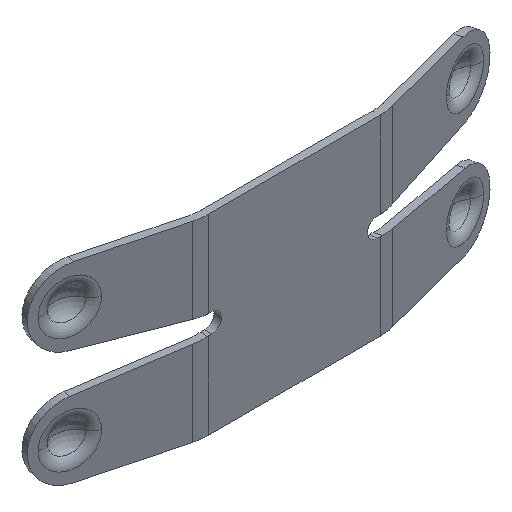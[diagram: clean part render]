
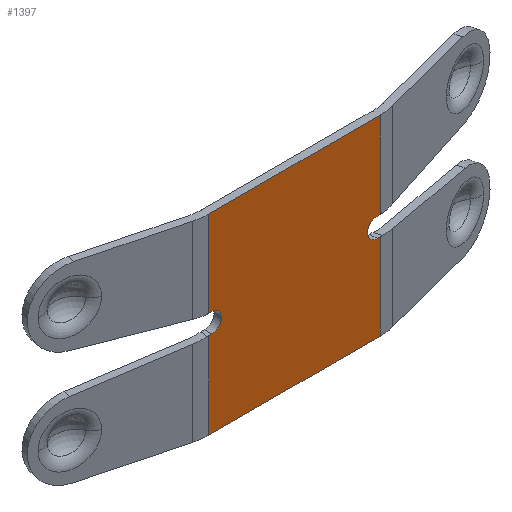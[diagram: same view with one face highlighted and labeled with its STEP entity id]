
A CAD part, isometric view. The second image highlights one B-rep face of the part: STEP entity #1397.
In plain terms, the highlighted planar face has unit normal (0, -1, 0).
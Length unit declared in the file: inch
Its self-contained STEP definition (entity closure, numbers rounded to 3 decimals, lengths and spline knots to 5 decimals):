
#5 = ORIENTED_EDGE ( 'NONE', *, *, #1328, .F. ) ;
#27 = DIRECTION ( 'NONE',  ( 0., 1., 0. ) ) ;
#82 = DIRECTION ( 'NONE',  ( 0., -1., 0. ) ) ;
#87 = EDGE_CURVE ( 'NONE', #284, #1197, #128, .T. ) ;
#95 = EDGE_CURVE ( 'NONE', #450, #928, #906, .T. ) ;
#108 = CARTESIAN_POINT ( 'NONE',  ( -0.07, 0., 0.078 ) ) ;
#128 = CIRCLE ( 'NONE', #1444, 0.00784 ) ;
#150 = LINE ( 'NONE', #160, #1645 ) ;
#160 = CARTESIAN_POINT ( 'NONE',  ( 0., 0., -0.00784 ) ) ;
#173 = EDGE_CURVE ( 'NONE', #928, #1921, #983, .T. ) ;
#175 = VERTEX_POINT ( 'NONE', #1464 ) ;
#191 = LINE ( 'NONE', #833, #1925 ) ;
#203 = ORIENTED_EDGE ( 'NONE', *, *, #536, .T. ) ;
#233 = VERTEX_POINT ( 'NONE', #953 ) ;
#237 = DIRECTION ( 'NONE',  ( -1., 0., 0. ) ) ;
#256 = CARTESIAN_POINT ( 'NONE',  ( 0., 0., 0.078 ) ) ;
#258 = CARTESIAN_POINT ( 'NONE',  ( 0., 0., 0.078 ) ) ;
#265 = AXIS2_PLACEMENT_3D ( 'NONE', #1472, #27, #663 ) ;
#284 = VERTEX_POINT ( 'NONE', #647 ) ;
#419 = EDGE_CURVE ( 'NONE', #932, #991, #421, .T. ) ;
#421 = LINE ( 'NONE', #1056, #1835 ) ;
#425 = VECTOR ( 'NONE', #576, 39.37008 ) ;
#434 = CARTESIAN_POINT ( 'NONE',  ( -0.07, 0., 0.078 ) ) ;
#450 = VERTEX_POINT ( 'NONE', #434 ) ;
#465 = VECTOR ( 'NONE', #531, 39.37008 ) ;
#479 = CARTESIAN_POINT ( 'NONE',  ( 0.07, 0., 0.00784 ) ) ;
#481 = CARTESIAN_POINT ( 'NONE',  ( 0.06734, 0., -0.00784 ) ) ;
#508 = ORIENTED_EDGE ( 'NONE', *, *, #1457, .T. ) ;
#512 = DIRECTION ( 'NONE',  ( 0., 0., 1. ) ) ;
#531 = DIRECTION ( 'NONE',  ( 0., 0., -1. ) ) ;
#532 = AXIS2_PLACEMENT_3D ( 'NONE', #1350, #1958, #512 ) ;
#533 = AXIS2_PLACEMENT_3D ( 'NONE', #256, #1368, #1209 ) ;
#536 = EDGE_CURVE ( 'NONE', #1601, #1921, #2001, .T. ) ;
#554 = ORIENTED_EDGE ( 'NONE', *, *, #1326, .F. ) ;
#576 = DIRECTION ( 'NONE',  ( 1., 0., 0. ) ) ;
#600 = VERTEX_POINT ( 'NONE', #1904 ) ;
#609 = DIRECTION ( 'NONE',  ( 1., 0., 0. ) ) ;
#647 = CARTESIAN_POINT ( 'NONE',  ( -0.0595, 0., 0. ) ) ;
#663 = DIRECTION ( 'NONE',  ( 0., 0., 1. ) ) ;
#689 = CARTESIAN_POINT ( 'NONE',  ( 0.06734, 0., 0. ) ) ;
#727 = CARTESIAN_POINT ( 'NONE',  ( 0., 0., -0.078 ) ) ;
#752 = CARTESIAN_POINT ( 'NONE',  ( -0.06734, 0., 0. ) ) ;
#759 = CARTESIAN_POINT ( 'NONE',  ( 0.0595, 0., 0. ) ) ;
#784 = ORIENTED_EDGE ( 'NONE', *, *, #1200, .T. ) ;
#803 = VECTOR ( 'NONE', #1059, 39.37008 ) ;
#823 = CARTESIAN_POINT ( 'NONE',  ( -0.06734, 0., 0.00784 ) ) ;
#833 = CARTESIAN_POINT ( 'NONE',  ( -0.07, 0., 0.078 ) ) ;
#875 = LINE ( 'NONE', #727, #1213 ) ;
#881 = CARTESIAN_POINT ( 'NONE',  ( 0.07, 0., 0.078 ) ) ;
#899 = EDGE_CURVE ( 'NONE', #600, #2054, #1234, .T. ) ;
#906 = LINE ( 'NONE', #258, #803 ) ;
#919 = DIRECTION ( 'NONE',  ( 1., 0., 0. ) ) ;
#922 = DIRECTION ( 'NONE',  ( 0., 0., 1. ) ) ;
#928 = VERTEX_POINT ( 'NONE', #881 ) ;
#932 = VERTEX_POINT ( 'NONE', #1686 ) ;
#953 = CARTESIAN_POINT ( 'NONE',  ( -0.07, 0., 0.00784 ) ) ;
#983 = LINE ( 'NONE', #1616, #1276 ) ;
#991 = VERTEX_POINT ( 'NONE', #481 ) ;
#1008 = CARTESIAN_POINT ( 'NONE',  ( -0.06734, 0., -0.00784 ) ) ;
#1043 = ORIENTED_EDGE ( 'NONE', *, *, #899, .T. ) ;
#1056 = CARTESIAN_POINT ( 'NONE',  ( 0., 0., -0.00784 ) ) ;
#1057 = PLANE ( 'NONE',  #533 ) ;
#1058 = ORIENTED_EDGE ( 'NONE', *, *, #1520, .F. ) ;
#1059 = DIRECTION ( 'NONE',  ( 1., 0., 0. ) ) ;
#1064 = CARTESIAN_POINT ( 'NONE',  ( -0.07, 0., -0.078 ) ) ;
#1112 = EDGE_CURVE ( 'NONE', #1565, #1601, #1996, .T. ) ;
#1113 = AXIS2_PLACEMENT_3D ( 'NONE', #689, #1962, #1791 ) ;
#1148 = VECTOR ( 'NONE', #1727, 39.37008 ) ;
#1173 = CIRCLE ( 'NONE', #532, 0.00784 ) ;
#1175 = ORIENTED_EDGE ( 'NONE', *, *, #419, .T. ) ;
#1179 = CARTESIAN_POINT ( 'NONE',  ( 0.07, 0., 0.078 ) ) ;
#1197 = VERTEX_POINT ( 'NONE', #823 ) ;
#1198 = EDGE_LOOP ( 'NONE', ( #1340, #1361, #203, #1238, #1915, #784, #1302, #1872, #554, #1058, #1043, #508, #5, #1175 ) ) ;
#1200 = EDGE_CURVE ( 'NONE', #450, #233, #191, .T. ) ;
#1209 = DIRECTION ( 'NONE',  ( 0., 0., 1. ) ) ;
#1213 = VECTOR ( 'NONE', #919, 39.37008 ) ;
#1228 = CARTESIAN_POINT ( 'NONE',  ( 0., 0., 0.00784 ) ) ;
#1234 = LINE ( 'NONE', #108, #1275 ) ;
#1238 = ORIENTED_EDGE ( 'NONE', *, *, #173, .F. ) ;
#1275 = VECTOR ( 'NONE', #1859, 39.37008 ) ;
#1276 = VECTOR ( 'NONE', #1896, 39.37008 ) ;
#1302 = ORIENTED_EDGE ( 'NONE', *, *, #1603, .F. ) ;
#1326 = EDGE_CURVE ( 'NONE', #1983, #284, #1173, .T. ) ;
#1328 = EDGE_CURVE ( 'NONE', #932, #175, #1618, .T. ) ;
#1340 = ORIENTED_EDGE ( 'NONE', *, *, #1761, .T. ) ;
#1350 = CARTESIAN_POINT ( 'NONE',  ( -0.06734, 0., 0. ) ) ;
#1361 = ORIENTED_EDGE ( 'NONE', *, *, #1112, .T. ) ;
#1368 = DIRECTION ( 'NONE',  ( 0., 1., 0. ) ) ;
#1397 = ADVANCED_FACE ( 'NONE', ( #2003 ), #1057, .F. ) ;
#1444 = AXIS2_PLACEMENT_3D ( 'NONE', #752, #82, #922 ) ;
#1452 = LINE ( 'NONE', #2061, #1148 ) ;
#1457 = EDGE_CURVE ( 'NONE', #2054, #175, #875, .T. ) ;
#1464 = CARTESIAN_POINT ( 'NONE',  ( 0.07, 0., -0.078 ) ) ;
#1472 = CARTESIAN_POINT ( 'NONE',  ( 0.06734, 0., 0. ) ) ;
#1478 = DIRECTION ( 'NONE',  ( 0., 0., -1. ) ) ;
#1485 = CIRCLE ( 'NONE', #265, 0.00784 ) ;
#1520 = EDGE_CURVE ( 'NONE', #600, #1983, #150, .T. ) ;
#1565 = VERTEX_POINT ( 'NONE', #759 ) ;
#1601 = VERTEX_POINT ( 'NONE', #1885 ) ;
#1603 = EDGE_CURVE ( 'NONE', #1197, #233, #1452, .T. ) ;
#1616 = CARTESIAN_POINT ( 'NONE',  ( 0.07, 0., 0.078 ) ) ;
#1618 = LINE ( 'NONE', #1179, #465 ) ;
#1645 = VECTOR ( 'NONE', #609, 39.37008 ) ;
#1686 = CARTESIAN_POINT ( 'NONE',  ( 0.07, 0., -0.00784 ) ) ;
#1727 = DIRECTION ( 'NONE',  ( -1., 0., 0. ) ) ;
#1761 = EDGE_CURVE ( 'NONE', #991, #1565, #1485, .T. ) ;
#1791 = DIRECTION ( 'NONE',  ( 0., 0., 1. ) ) ;
#1835 = VECTOR ( 'NONE', #237, 39.37008 ) ;
#1859 = DIRECTION ( 'NONE',  ( 0., 0., -1. ) ) ;
#1872 = ORIENTED_EDGE ( 'NONE', *, *, #87, .F. ) ;
#1885 = CARTESIAN_POINT ( 'NONE',  ( 0.06734, 0., 0.00784 ) ) ;
#1896 = DIRECTION ( 'NONE',  ( 0., 0., -1. ) ) ;
#1904 = CARTESIAN_POINT ( 'NONE',  ( -0.07, 0., -0.00784 ) ) ;
#1915 = ORIENTED_EDGE ( 'NONE', *, *, #95, .F. ) ;
#1921 = VERTEX_POINT ( 'NONE', #479 ) ;
#1925 = VECTOR ( 'NONE', #1478, 39.37008 ) ;
#1958 = DIRECTION ( 'NONE',  ( 0., -1., 0. ) ) ;
#1962 = DIRECTION ( 'NONE',  ( 0., 1., 0. ) ) ;
#1983 = VERTEX_POINT ( 'NONE', #1008 ) ;
#1996 = CIRCLE ( 'NONE', #1113, 0.00784 ) ;
#2001 = LINE ( 'NONE', #1228, #425 ) ;
#2003 = FACE_OUTER_BOUND ( 'NONE', #1198, .T. ) ;
#2054 = VERTEX_POINT ( 'NONE', #1064 ) ;
#2061 = CARTESIAN_POINT ( 'NONE',  ( 0., 0., 0.00784 ) ) ;
